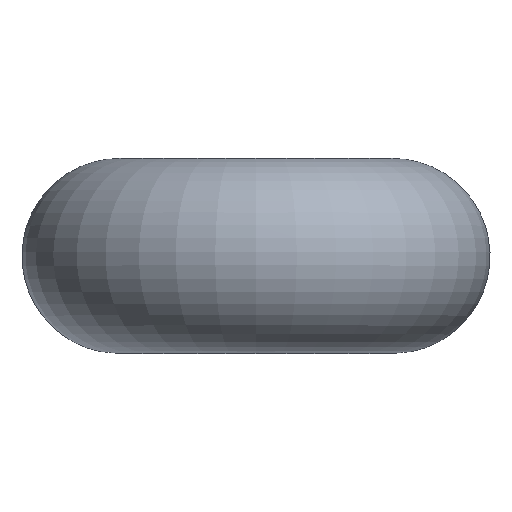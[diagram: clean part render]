
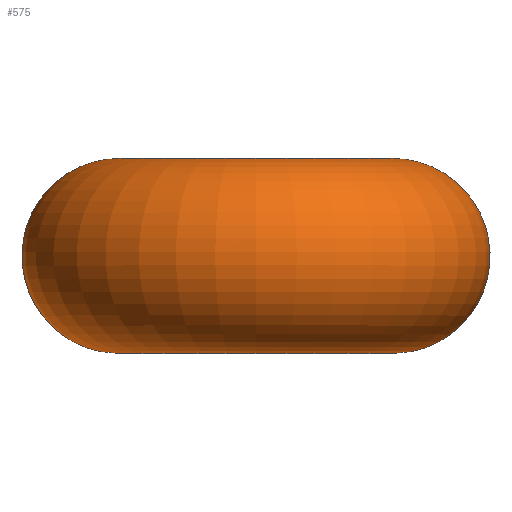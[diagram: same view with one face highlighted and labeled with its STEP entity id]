
A CAD part, top view. The second image highlights one B-rep face of the part: STEP entity #575.
In plain terms, the highlighted toroidal (fillet/blend) face has major radius 3.5 mm and minor radius 2.5 mm.
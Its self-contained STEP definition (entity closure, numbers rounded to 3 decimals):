
#445=CARTESIAN_POINT('',(4.036,0.476,-4.411));
#446=VERTEX_POINT('',#445);
#477=CARTESIAN_POINT('',(4.036,0.476,-4.411));
#478=CARTESIAN_POINT('',(4.145,0.484,-4.313));
#479=CARTESIAN_POINT('',(4.353,0.436,-4.1));
#480=CARTESIAN_POINT('',(4.555,0.189,-3.802));
#481=CARTESIAN_POINT('',(4.585,-0.158,-3.585));
#482=CARTESIAN_POINT('',(4.45,-0.513,-3.465));
#483=CARTESIAN_POINT('',(4.189,-0.817,-3.437));
#484=CARTESIAN_POINT('',(3.846,-1.043,-3.499));
#485=CARTESIAN_POINT('',(3.449,-1.165,-3.692));
#486=CARTESIAN_POINT('',(3.203,-1.108,-3.996));
#487=CARTESIAN_POINT('',(3.11,-0.986,-4.234));
#488=CARTESIAN_POINT('',(3.062,-0.828,-4.452));
#489=CARTESIAN_POINT('',(3.082,-0.482,-4.767));
#490=CARTESIAN_POINT('',(3.304,0.024,-4.887));
#491=CARTESIAN_POINT('',(3.701,0.388,-4.687));
#492=CARTESIAN_POINT('',(3.928,0.468,-4.509));
#493=CARTESIAN_POINT('',(4.036,0.476,-4.411));
#494=B_SPLINE_CURVE_WITH_KNOTS('',3,(#477,#478,#479,#480,#481,#482,#483,#484,#485,#486,#487,#488,#489,#490,#491,#492,#493),.UNSPECIFIED.,.T.,.U.,(4,1,1,1,1,1,1,1,1,1,1,1,1,1,4),(0.0,0.021,0.041,0.062,0.082,0.103,0.124,0.144,0.165,0.175,0.186,0.206,0.247,0.268,0.289),.UNSPECIFIED.);
#495=EDGE_CURVE('',#446,#446,#494,.T.);
#520=CARTESIAN_POINT('',(0.,0.8,0.));
#521=DIRECTION('',(0.,-1.0,0.));
#522=DIRECTION('',(0.0,0.0,1.0));
#523=AXIS2_PLACEMENT_3D('',#520,#521,#522);
#524=TOROIDAL_SURFACE('',#523,3.5,2.5);
#525=CARTESIAN_POINT('',(0.,3.3,3.5));
#526=VERTEX_POINT('',#525);
#527=CARTESIAN_POINT('',(0.,3.3,0.));
#528=DIRECTION('',(0.0,-1.0,0.0));
#529=DIRECTION('',(0.0,0.0,-1.0));
#530=AXIS2_PLACEMENT_3D('',#527,#528,#529);
#531=CIRCLE('',#530,3.5);
#532=EDGE_CURVE('',#526,#526,#531,.T.);
#533=ORIENTED_EDGE('',*,*,#532,.T.);
#534=EDGE_LOOP('',(#533));
#535=FACE_OUTER_BOUND('',#534,.T.);
#536=CARTESIAN_POINT('',(0.,-1.7,3.5));
#537=VERTEX_POINT('',#536);
#538=CARTESIAN_POINT('',(0.,-1.7,0.));
#539=DIRECTION('',(0.0,1.0,0.0));
#540=DIRECTION('',(0.0,0.0,-1.0));
#541=AXIS2_PLACEMENT_3D('',#538,#539,#540);
#542=CIRCLE('',#541,3.5);
#543=EDGE_CURVE('',#537,#537,#542,.T.);
#544=ORIENTED_EDGE('',*,*,#543,.T.);
#545=EDGE_LOOP('',(#544));
#546=FACE_BOUND('',#545,.T.);
#547=CARTESIAN_POINT('',(-4.036,1.124,-4.411));
#548=VERTEX_POINT('',#547);
#549=CARTESIAN_POINT('',(-4.037,1.124,-4.41));
#550=CARTESIAN_POINT('',(-4.145,1.116,-4.313));
#551=CARTESIAN_POINT('',(-4.354,1.165,-4.098));
#552=CARTESIAN_POINT('',(-4.555,1.411,-3.802));
#553=CARTESIAN_POINT('',(-4.586,1.758,-3.585));
#554=CARTESIAN_POINT('',(-4.45,2.113,-3.465));
#555=CARTESIAN_POINT('',(-4.189,2.417,-3.437));
#556=CARTESIAN_POINT('',(-3.846,2.643,-3.499));
#557=CARTESIAN_POINT('',(-3.449,2.765,-3.692));
#558=CARTESIAN_POINT('',(-3.202,2.708,-3.996));
#559=CARTESIAN_POINT('',(-3.109,2.585,-4.234));
#560=CARTESIAN_POINT('',(-3.061,2.428,-4.453));
#561=CARTESIAN_POINT('',(-3.08,2.13,-4.722));
#562=CARTESIAN_POINT('',(-3.207,1.797,-4.834));
#563=CARTESIAN_POINT('',(-3.356,1.575,-4.825));
#564=CARTESIAN_POINT('',(-3.558,1.307,-4.784));
#565=CARTESIAN_POINT('',(-3.82,1.141,-4.606));
#566=CARTESIAN_POINT('',(-4.037,1.124,-4.41));
#567=B_SPLINE_CURVE_WITH_KNOTS('',3,(#549,#550,#551,#552,#553,#554,#555,#556,#557,#558,#559,#560,#561,#562,#563,#564,#565,#566),.UNSPECIFIED.,.T.,.U.,(4,1,1,1,1,1,1,1,1,1,1,1,1,1,1,4),(0.0,0.021,0.041,0.062,0.082,0.103,0.124,0.144,0.165,0.175,0.186,0.206,0.237,0.242,0.247,0.289),.UNSPECIFIED.);
#568=EDGE_CURVE('',#548,#548,#567,.T.);
#569=ORIENTED_EDGE('',*,*,#568,.F.);
#570=EDGE_LOOP('',(#569));
#571=FACE_BOUND('',#570,.T.);
#572=ORIENTED_EDGE('',*,*,#495,.F.);
#573=EDGE_LOOP('',(#572));
#574=FACE_BOUND('',#573,.T.);
#575=ADVANCED_FACE('',(#535,#546,#571,#574),#524,.T.);
